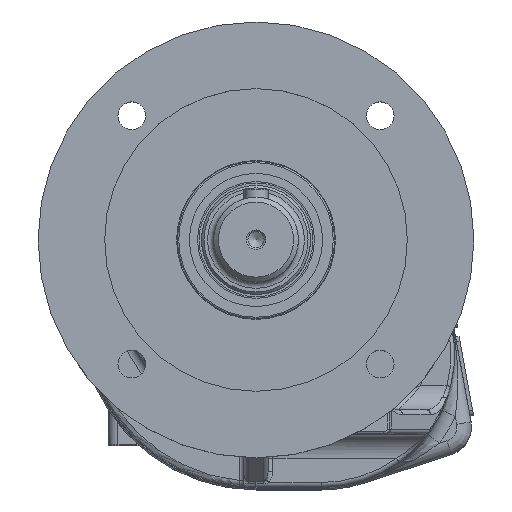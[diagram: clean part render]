
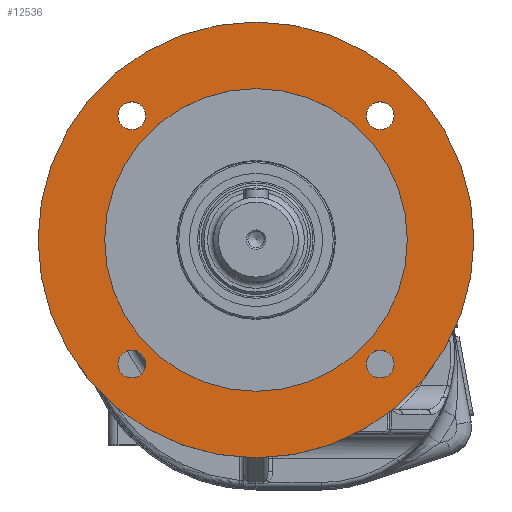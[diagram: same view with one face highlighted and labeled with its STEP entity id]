
A CAD part, top view. The second image highlights one B-rep face of the part: STEP entity #12536.
In plain terms, the highlighted planar face has unit normal (0, 0, 1).
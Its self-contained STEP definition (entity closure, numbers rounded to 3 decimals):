
#304=FACE_BOUND('',#1690,.T.);
#305=FACE_BOUND('',#1691,.T.);
#306=FACE_BOUND('',#1692,.T.);
#307=FACE_BOUND('',#1693,.T.);
#308=FACE_BOUND('',#1694,.T.);
#623=PLANE('',#13427);
#909=FACE_OUTER_BOUND('',#1689,.T.);
#1689=EDGE_LOOP('',(#8003));
#1690=EDGE_LOOP('',(#8004));
#1691=EDGE_LOOP('',(#8005));
#1692=EDGE_LOOP('',(#8006));
#1693=EDGE_LOOP('',(#8007));
#1694=EDGE_LOOP('',(#8008));
#2593=CIRCLE('',#13390,5.75);
#2598=CIRCLE('',#13398,5.75);
#2603=CIRCLE('',#13406,5.75);
#2612=CIRCLE('',#13417,5.75);
#2616=CIRCLE('',#13426,90.);
#2617=CIRCLE('',#13428,62.5);
#4923=VERTEX_POINT('',#18617);
#4929=VERTEX_POINT('',#18644);
#4935=VERTEX_POINT('',#18671);
#4943=VERTEX_POINT('',#18704);
#4946=VERTEX_POINT('',#18719);
#4947=VERTEX_POINT('',#18723);
#6072=EDGE_CURVE('',#4923,#4923,#2593,.T.);
#6080=EDGE_CURVE('',#4929,#4929,#2598,.T.);
#6088=EDGE_CURVE('',#4935,#4935,#2603,.T.);
#6101=EDGE_CURVE('',#4943,#4943,#2612,.T.);
#6107=EDGE_CURVE('',#4946,#4946,#2616,.T.);
#6109=EDGE_CURVE('',#4947,#4947,#2617,.T.);
#8003=ORIENTED_EDGE('',*,*,#6107,.F.);
#8004=ORIENTED_EDGE('',*,*,#6072,.T.);
#8005=ORIENTED_EDGE('',*,*,#6080,.T.);
#8006=ORIENTED_EDGE('',*,*,#6088,.T.);
#8007=ORIENTED_EDGE('',*,*,#6101,.T.);
#8008=ORIENTED_EDGE('',*,*,#6109,.T.);
#12536=ADVANCED_FACE('',(#909,#304,#305,#306,#307,#308),#623,.F.);
#13390=AXIS2_PLACEMENT_3D('',#18619,#14939,#14940);
#13398=AXIS2_PLACEMENT_3D('',#18646,#14956,#14957);
#13406=AXIS2_PLACEMENT_3D('',#18673,#14973,#14974);
#13417=AXIS2_PLACEMENT_3D('',#18706,#14997,#14998);
#13426=AXIS2_PLACEMENT_3D('',#18720,#15017,#15018);
#13427=AXIS2_PLACEMENT_3D('',#18722,#15020,#15021);
#13428=AXIS2_PLACEMENT_3D('',#18724,#15022,#15023);
#14939=DIRECTION('center_axis',(0.,0.,
-1.));
#14940=DIRECTION('ref_axis',(-1.,0.,0.));
#14956=DIRECTION('center_axis',(0.,0.,
-1.));
#14957=DIRECTION('ref_axis',(0.,-1.,0.));
#14973=DIRECTION('center_axis',(0.,0.,
-1.));
#14974=DIRECTION('ref_axis',(1.,0.,0.));
#14997=DIRECTION('center_axis',(0.,0.,
-1.));
#14998=DIRECTION('ref_axis',(0.,1.,0.));
#15017=DIRECTION('center_axis',(0.,0.,
-1.));
#15018=DIRECTION('ref_axis',(0.,1.,0.));
#15020=DIRECTION('center_axis',(0.,0.,
-1.));
#15021=DIRECTION('ref_axis',(0.,-1.,0.));
#15022=DIRECTION('center_axis',(0.,0.,
-1.));
#15023=DIRECTION('ref_axis',(0.,1.,0.));
#18617=CARTESIAN_POINT('',(-45.515,-35.684,216.25));
#18619=CARTESIAN_POINT('Origin',(-51.265,-35.684,216.25));
#18644=CARTESIAN_POINT('',(51.265,-29.934,216.25));
#18646=CARTESIAN_POINT('Origin',(51.265,-35.684,216.25));
#18671=CARTESIAN_POINT('',(45.515,66.847,216.25));
#18673=CARTESIAN_POINT('Origin',(51.265,66.847,216.25));
#18704=CARTESIAN_POINT('',(-51.265,61.097,216.25));
#18706=CARTESIAN_POINT('Origin',(-51.265,66.847,216.25));
#18719=CARTESIAN_POINT('',(0.,-74.418,216.25));
#18720=CARTESIAN_POINT('Origin',(0.,15.582,
216.25));
#18722=CARTESIAN_POINT('Origin',(0.,91.832,
216.25));
#18723=CARTESIAN_POINT('',(0.,-46.918,216.25));
#18724=CARTESIAN_POINT('Origin',(0.,15.582,
216.25));
